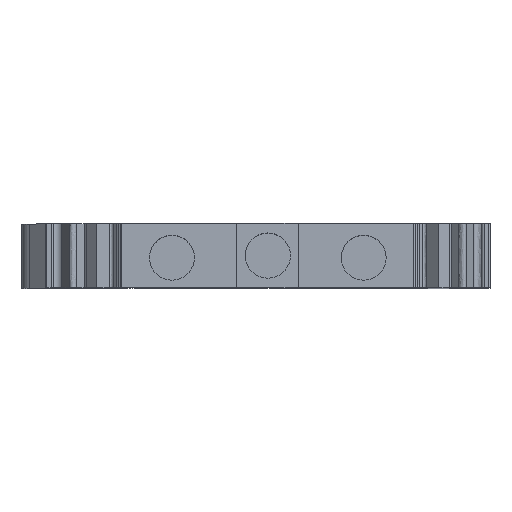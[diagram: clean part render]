
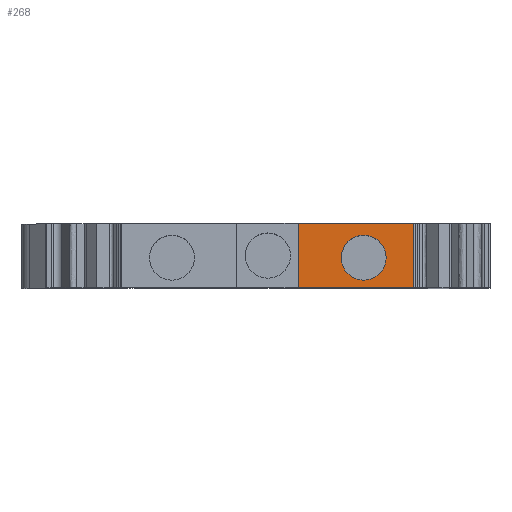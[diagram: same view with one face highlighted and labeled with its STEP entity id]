
A CAD part, top view. The second image highlights one B-rep face of the part: STEP entity #268.
In plain terms, the highlighted planar face has unit normal (0, 0, 1).
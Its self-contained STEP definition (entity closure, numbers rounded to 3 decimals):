
#268 = ADVANCED_FACE( '', ( #629, #630 ), #631, .F. );
#629 = FACE_BOUND( '', #1086, .T. );
#630 = FACE_OUTER_BOUND( '', #1087, .T. );
#631 = PLANE( '', #1088 );
#1086 = EDGE_LOOP( '', ( #2017 ) );
#1087 = EDGE_LOOP( '', ( #2018, #2019, #2020, #2021 ) );
#1088 = AXIS2_PLACEMENT_3D( '', #2022, #2023, #2024 );
#2017 = ORIENTED_EDGE( '', *, *, #3181, .F. );
#2018 = ORIENTED_EDGE( '', *, *, #2915, .T. );
#2019 = ORIENTED_EDGE( '', *, *, #2857, .F. );
#2020 = ORIENTED_EDGE( '', *, *, #3094, .F. );
#2021 = ORIENTED_EDGE( '', *, *, #3182, .T. );
#2022 = CARTESIAN_POINT( '', ( 4., 6., 23.912 ) );
#2023 = DIRECTION( '', ( 0., 0., -1. ) );
#2024 = DIRECTION( '', ( 0., 1., 0. ) );
#2857 = EDGE_CURVE( '', #3430, #3425, #3432, .T. );
#2915 = EDGE_CURVE( '', #3542, #3425, #3543, .T. );
#3094 = EDGE_CURVE( '', #3839, #3430, #3841, .T. );
#3181 = EDGE_CURVE( '', #3968, #3968, #3969, .T. );
#3182 = EDGE_CURVE( '', #3839, #3542, #3970, .T. );
#3425 = VERTEX_POINT( '', #4268 );
#3430 = VERTEX_POINT( '', #4274 );
#3432 = LINE( '', #4276, #4277 );
#3542 = VERTEX_POINT( '', #4476 );
#3543 = LINE( '', #4477, #4478 );
#3839 = VERTEX_POINT( '', #4941 );
#3841 = LINE( '', #4944, #4945 );
#3968 = VERTEX_POINT( '', #5149 );
#3969 = CIRCLE( '', #5150, 2.1 );
#3970 = LINE( '', #5151, #5152 );
#4268 = CARTESIAN_POINT( '', ( 14.75, 0., 23.912 ) );
#4274 = CARTESIAN_POINT( '', ( 14.75, 6., 23.912 ) );
#4276 = CARTESIAN_POINT( '', ( 14.75, 6., 23.912 ) );
#4277 = VECTOR( '', #5456, 1000. );
#4476 = CARTESIAN_POINT( '', ( 4., 0., 23.912 ) );
#4477 = CARTESIAN_POINT( '', ( 4., 0., 23.912 ) );
#4478 = VECTOR( '', #5525, 1000. );
#4941 = CARTESIAN_POINT( '', ( 4., 6., 23.912 ) );
#4944 = CARTESIAN_POINT( '', ( 4., 6., 23.912 ) );
#4945 = VECTOR( '', #5713, 1000. );
#5149 = CARTESIAN_POINT( '', ( 12.15, 2.8, 23.912 ) );
#5150 = AXIS2_PLACEMENT_3D( '', #5809, #5810, #5811 );
#5151 = CARTESIAN_POINT( '', ( 4., 6., 23.912 ) );
#5152 = VECTOR( '', #5812, 1000. );
#5456 = DIRECTION( '', ( 0., -1., 0. ) );
#5525 = DIRECTION( '', ( 1., 0., 0. ) );
#5713 = DIRECTION( '', ( 1., 0., 0. ) );
#5809 = CARTESIAN_POINT( '', ( 10.05, 2.8, 23.912 ) );
#5810 = DIRECTION( '', ( 0., 0., 1. ) );
#5811 = DIRECTION( '', ( 1., 0., 0. ) );
#5812 = DIRECTION( '', ( 0., -1., 0. ) );
